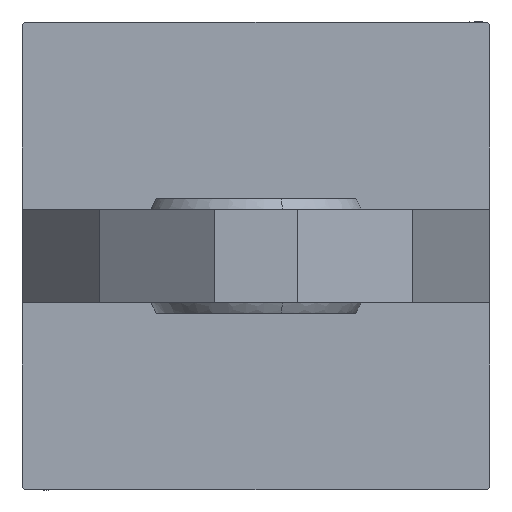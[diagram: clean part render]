
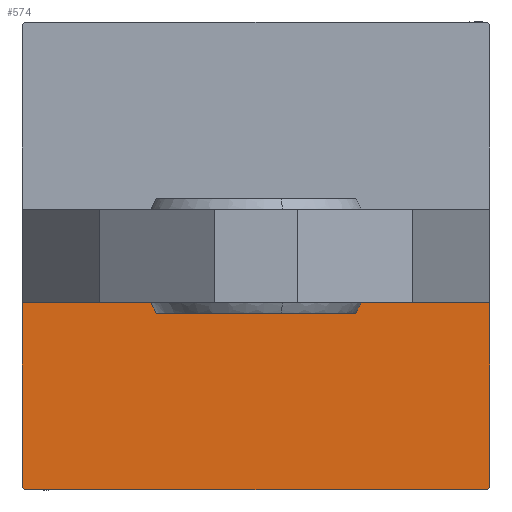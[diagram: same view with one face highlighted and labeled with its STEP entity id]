
A CAD part, left-side view. The second image highlights one B-rep face of the part: STEP entity #574.
In plain terms, the highlighted planar face has unit normal (-1, 0, 0).
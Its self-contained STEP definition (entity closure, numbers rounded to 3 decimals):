
#138 = CARTESIAN_POINT ( 'NONE',  ( 0., -44.5, -45. ) ) ;
#574 = ADVANCED_FACE ( 'NONE', ( #11660 ), #42640, .T. ) ;
#863 = DIRECTION ( 'NONE',  ( 0., 0.707, 0.707 ) ) ;
#1309 = ORIENTED_EDGE ( 'NONE', *, *, #28268, .F. ) ;
#1439 = CARTESIAN_POINT ( 'NONE',  ( 0., -9., 45. ) ) ;
#1447 = CARTESIAN_POINT ( 'NONE',  ( 0., 45., 45. ) ) ;
#2047 = VECTOR ( 'NONE', #32223, 1000. ) ;
#3272 = VERTEX_POINT ( 'NONE', #18024 ) ;
#3503 = ORIENTED_EDGE ( 'NONE', *, *, #11513, .F. ) ;
#3875 = AXIS2_PLACEMENT_3D ( 'NONE', #20957, #17912, #41018 ) ;
#3876 = CARTESIAN_POINT ( 'NONE',  ( 0., -9., 45. ) ) ;
#4810 = ORIENTED_EDGE ( 'NONE', *, *, #16717, .T. ) ;
#6393 = VERTEX_POINT ( 'NONE', #43101 ) ;
#8467 = VERTEX_POINT ( 'NONE', #138 ) ;
#8495 = CARTESIAN_POINT ( 'NONE',  ( 0., -44.75, 44.75 ) ) ;
#9487 = VERTEX_POINT ( 'NONE', #1439 ) ;
#9847 = LINE ( 'NONE', #13160, #2047 ) ;
#10969 = ORIENTED_EDGE ( 'NONE', *, *, #47460, .T. ) ;
#11015 = DIRECTION ( 'NONE',  ( 0., 0., -1. ) ) ;
#11513 = EDGE_CURVE ( 'NONE', #9487, #38532, #30479, .T. ) ;
#11660 = FACE_OUTER_BOUND ( 'NONE', #16532, .T. ) ;
#11688 = VERTEX_POINT ( 'NONE', #30914 ) ;
#13160 = CARTESIAN_POINT ( 'NONE',  ( 0., -45., 45. ) ) ;
#13791 = VECTOR ( 'NONE', #11015, 1000. ) ;
#14638 = VECTOR ( 'NONE', #863, 1000. ) ;
#16532 = EDGE_LOOP ( 'NONE', ( #3503, #10969, #4810, #26795, #1309, #18918 ) ) ;
#16717 = EDGE_CURVE ( 'NONE', #6393, #8467, #19277, .T. ) ;
#16957 = DIRECTION ( 'NONE',  ( 0., -1., 0. ) ) ;
#17912 = DIRECTION ( 'NONE',  ( -1., 0., 0. ) ) ;
#17926 = EDGE_CURVE ( 'NONE', #8467, #3272, #47066, .T. ) ;
#18024 = CARTESIAN_POINT ( 'NONE',  ( 0., -45., -44.5 ) ) ;
#18918 = ORIENTED_EDGE ( 'NONE', *, *, #44948, .T. ) ;
#19277 = LINE ( 'NONE', #39317, #46518 ) ;
#20957 = CARTESIAN_POINT ( 'NONE',  ( 0., 0., 0. ) ) ;
#23192 = LINE ( 'NONE', #3876, #13791 ) ;
#23587 = DIRECTION ( 'NONE',  ( 0., -1., 0. ) ) ;
#26486 = CARTESIAN_POINT ( 'NONE',  ( 0., -44.5, 45. ) ) ;
#26795 = ORIENTED_EDGE ( 'NONE', *, *, #17926, .T. ) ;
#27514 = DIRECTION ( 'NONE',  ( 0., -0.707, 0.707 ) ) ;
#28268 = EDGE_CURVE ( 'NONE', #11688, #3272, #9847, .T. ) ;
#28611 = VECTOR ( 'NONE', #16957, 1000. ) ;
#30326 = VECTOR ( 'NONE', #27514, 1000. ) ;
#30479 = LINE ( 'NONE', #1447, #28611 ) ;
#30914 = CARTESIAN_POINT ( 'NONE',  ( 0., -45., 44.5 ) ) ;
#32073 = CARTESIAN_POINT ( 'NONE',  ( 0., -44.75, -44.75 ) ) ;
#32223 = DIRECTION ( 'NONE',  ( 0., 0., -1. ) ) ;
#38532 = VERTEX_POINT ( 'NONE', #26486 ) ;
#39317 = CARTESIAN_POINT ( 'NONE',  ( 0., 45., -45. ) ) ;
#39722 = LINE ( 'NONE', #8495, #14638 ) ;
#41018 = DIRECTION ( 'NONE',  ( 0., 0., 1. ) ) ;
#42640 = PLANE ( 'NONE',  #3875 ) ;
#43101 = CARTESIAN_POINT ( 'NONE',  ( 0., -9., -45. ) ) ;
#44948 = EDGE_CURVE ( 'NONE', #11688, #38532, #39722, .T. ) ;
#46518 = VECTOR ( 'NONE', #23587, 1000. ) ;
#47066 = LINE ( 'NONE', #32073, #30326 ) ;
#47460 = EDGE_CURVE ( 'NONE', #9487, #6393, #23192, .T. ) ;
